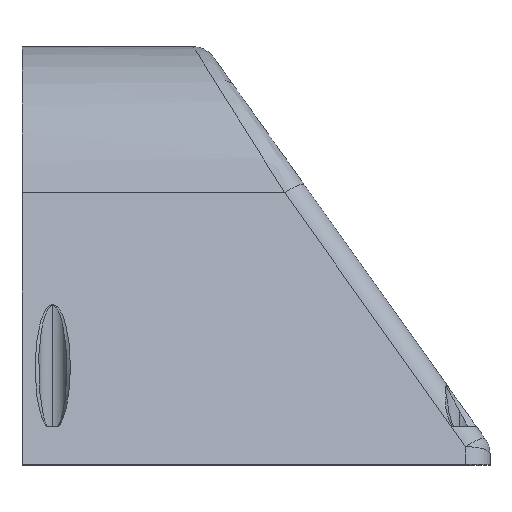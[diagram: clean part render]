
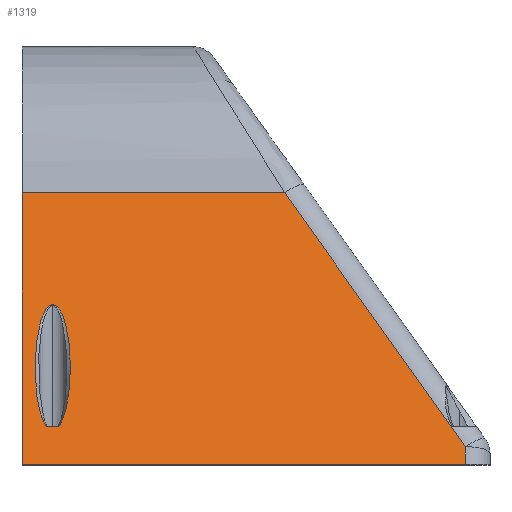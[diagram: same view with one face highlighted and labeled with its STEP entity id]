
A CAD part, top view. The second image highlights one B-rep face of the part: STEP entity #1319.
In plain terms, the highlighted planar face has unit normal (0, 0.271, 0.963).
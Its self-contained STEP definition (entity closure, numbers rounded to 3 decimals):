
#831=CARTESIAN_POINT('',(179.017,316.189,570.05));
#832=VERTEX_POINT('',#831);
#840=CARTESIAN_POINT('',(85.1,316.189,570.05));
#841=VERTEX_POINT('',#840);
#842=CARTESIAN_POINT('',(179.017,316.189,570.05));
#843=DIRECTION('',(-1.,0.,0.));
#844=VECTOR('',#843,93.916);
#845=LINE('',#842,#844);
#846=EDGE_CURVE('',#832,#841,#845,.T.);
#1135=CARTESIAN_POINT('',(140.725,373.781,553.836));
#1136=VERTEX_POINT('',#1135);
#1137=CARTESIAN_POINT('',(85.1,373.781,553.836));
#1138=VERTEX_POINT('',#1137);
#1139=CARTESIAN_POINT('',(140.725,373.781,553.836));
#1140=DIRECTION('',(-1.,0.,0.));
#1141=VECTOR('',#1140,55.624);
#1142=LINE('',#1139,#1141);
#1143=EDGE_CURVE('',#1136,#1138,#1142,.T.);
#1242=CARTESIAN_POINT('',(184.234,316.189,570.05));
#1243=DIRECTION('',(0.,0.271,0.963));
#1244=DIRECTION('',(0.,-0.963,0.271));
#1245=AXIS2_PLACEMENT_3D('',#1242,#1243,#1244);
#1246=PLANE('',#1245);
#1247=CARTESIAN_POINT('',(90.327,324.188,567.798));
#1248=VERTEX_POINT('',#1247);
#1249=CARTESIAN_POINT('',(92.874,324.188,567.798));
#1250=VERTEX_POINT('',#1249);
#1251=CARTESIAN_POINT('',(90.327,324.188,567.798));
#1252=CARTESIAN_POINT('',(90.246,324.293,567.768));
#1253=CARTESIAN_POINT('',(90.166,324.411,567.735));
#1254=CARTESIAN_POINT('',(89.476,325.425,567.45));
#1255=CARTESIAN_POINT('',(88.949,327.298,566.922));
#1256=CARTESIAN_POINT('',(88.428,329.149,566.401));
#1257=CARTESIAN_POINT('',(88.14,331.623,565.705));
#1258=CARTESIAN_POINT('',(87.851,334.096,565.008));
#1259=CARTESIAN_POINT('',(87.851,336.715,564.271));
#1260=CARTESIAN_POINT('',(87.851,339.332,563.534));
#1261=CARTESIAN_POINT('',(88.14,341.807,562.837));
#1262=CARTESIAN_POINT('',(88.428,344.28,562.141));
#1263=CARTESIAN_POINT('',(88.949,346.132,561.62));
#1264=CARTESIAN_POINT('',(89.476,348.004,561.093));
#1265=CARTESIAN_POINT('',(90.166,349.019,560.807));
#1266=CARTESIAN_POINT('',(90.854,350.033,560.522));
#1267=CARTESIAN_POINT('',(91.6,350.033,560.522));
#1268=CARTESIAN_POINT('',(92.346,350.033,560.522));
#1269=CARTESIAN_POINT('',(93.035,349.019,560.807));
#1270=CARTESIAN_POINT('',(93.724,348.006,561.092));
#1271=CARTESIAN_POINT('',(94.252,346.132,561.62));
#1272=CARTESIAN_POINT('',(94.772,344.282,562.141));
#1273=CARTESIAN_POINT('',(95.061,341.807,562.837));
#1274=CARTESIAN_POINT('',(95.35,339.334,563.534));
#1275=CARTESIAN_POINT('',(95.35,336.715,564.271));
#1276=CARTESIAN_POINT('',(95.35,334.098,565.008));
#1277=CARTESIAN_POINT('',(95.061,331.623,565.705));
#1278=CARTESIAN_POINT('',(94.773,329.15,566.401));
#1279=CARTESIAN_POINT('',(94.252,327.298,566.922));
#1280=CARTESIAN_POINT('',(93.725,325.426,567.449));
#1281=CARTESIAN_POINT('',(93.035,324.411,567.735));
#1282=CARTESIAN_POINT('',(92.955,324.293,567.768));
#1283=CARTESIAN_POINT('',(92.874,324.188,567.798));
#1284=B_SPLINE_CURVE_WITH_KNOTS('',2,(#1251,#1252,#1253,#1254,#1255,#1256,#1257,#1258,#1259,#1260,#1261,#1262,#1263,#1264,#1265,#1266,#1267,#1268,#1269,#1270,#1271,#1272,#1273,#1274,#1275,#1276,
#1277,#1278,#1279,#1280,#1281,#1282,#1283),.UNSPECIFIED.,.F.,.F.,(3,2,2,2,2,2,2,2,2,2,2,2,2,2,2,2,3),(0.055,0.063,0.125,0.188,0.25,0.313,0.375,0.438,0.5,0.563,0.625,0.688,0.75,0.813,0.875,0.938,0.945),.UNSPECIFIED.);
#1285=EDGE_CURVE('',#1248,#1250,#1284,.T.);
#1286=ORIENTED_EDGE('',*,*,#1285,.T.);
#1287=CARTESIAN_POINT('',(92.874,324.189,567.798));
#1288=DIRECTION('',(-1.,-0.,0.));
#1289=VECTOR('',#1288,2.546);
#1290=LINE('',#1287,#1289);
#1291=EDGE_CURVE('',#1250,#1248,#1290,.T.);
#1292=ORIENTED_EDGE('',*,*,#1291,.T.);
#1293=EDGE_LOOP('',(#1286,#1292));
#1294=FACE_BOUND('',#1293,.T.);
#1295=ORIENTED_EDGE('',*,*,#846,.F.);
#1296=CARTESIAN_POINT('',(179.017,319.959,568.988));
#1297=VERTEX_POINT('',#1296);
#1298=CARTESIAN_POINT('',(179.017,316.189,570.05));
#1299=DIRECTION('',(0.,0.963,-0.271));
#1300=VECTOR('',#1299,3.917);
#1301=LINE('',#1298,#1300);
#1302=EDGE_CURVE('',#832,#1297,#1301,.T.);
#1303=ORIENTED_EDGE('',*,*,#1302,.T.);
#1304=CARTESIAN_POINT('',(179.017,319.959,568.988));
#1305=DIRECTION('',(-0.565,0.794,-0.224));
#1306=VECTOR('',#1305,67.769);
#1307=LINE('',#1304,#1306);
#1308=EDGE_CURVE('',#1297,#1136,#1307,.T.);
#1309=ORIENTED_EDGE('',*,*,#1308,.T.);
#1310=ORIENTED_EDGE('',*,*,#1143,.T.);
#1311=CARTESIAN_POINT('',(85.1,316.189,570.05));
#1312=DIRECTION('',(0.,0.963,-0.271));
#1313=VECTOR('',#1312,59.832);
#1314=LINE('',#1311,#1313);
#1315=EDGE_CURVE('',#841,#1138,#1314,.T.);
#1316=ORIENTED_EDGE('',*,*,#1315,.F.);
#1317=EDGE_LOOP('',(#1295,#1303,#1309,#1310,#1316));
#1318=FACE_BOUND('',#1317,.T.);
#1319=ADVANCED_FACE('',(#1294,#1318),#1246,.T.);
